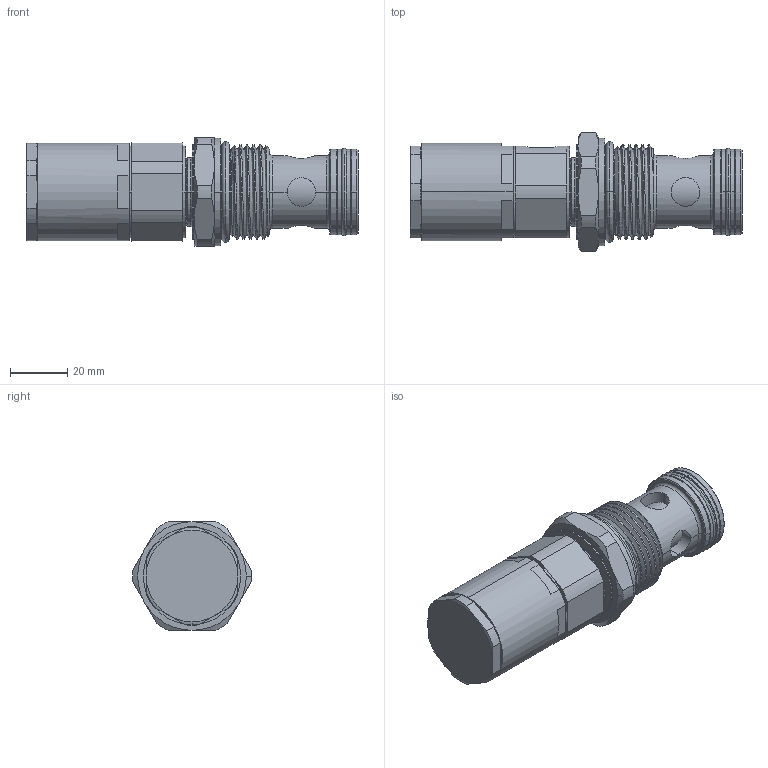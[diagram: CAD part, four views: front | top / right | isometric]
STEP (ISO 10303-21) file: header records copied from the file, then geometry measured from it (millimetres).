
FILE_DESCRIPTION (( 'STEP AP214' ), '1' );
FILE_NAME ('AP21E21.STEP', '2016-04-12T06:20:20', ( '' ), ( '' ), 'SwSTEP 2.0', 'SolidWorks 2012', '' );
FILE_SCHEMA (( 'AUTOMOTIVE_DESIGN' ));
Length unit declared in the file: millimetre
Products named in the file (1): AP21E21
Bounding box: 116.15 x 41.5 x 38 mm (x, y, z)
Volume: 90488.4 mm3; surface area: 20150.6 mm2
Topology: 5 solids, 5 shells, 242 faces, 576 edges, 358 vertices
Faces by surface type: cylinder 98, plane 64, cone 53, torus 18, bspline 9
Entity records: 13156 total; most frequent: CARTESIAN_POINT 7668, ORIENTED_EDGE 1152, DIRECTION 1110, EDGE_CURVE 576, AXIS2_PLACEMENT_3D 461, VERTEX_POINT 358, EDGE_LOOP 264, FACE_OUTER_BOUND 242
